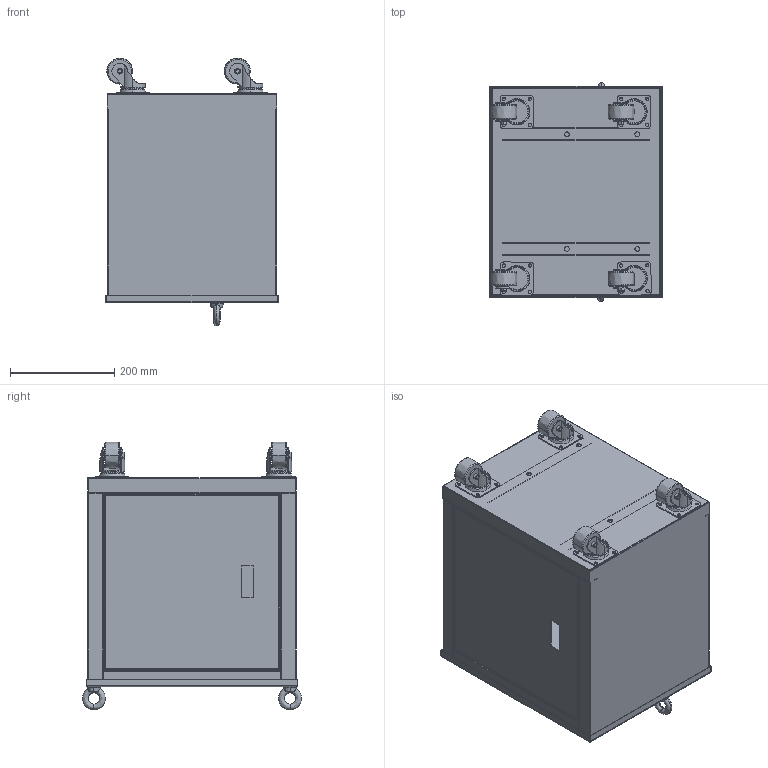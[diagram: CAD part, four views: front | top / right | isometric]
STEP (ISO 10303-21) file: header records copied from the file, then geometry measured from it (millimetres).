
FILE_DESCRIPTION (( 'STEP AP214' ), '1' );
FILE_NAME ('±äÑ¹Æ÷¹ñ.STEP', '2023-08-29T10:12:02', ( '' ), ( '' ), 'SwSTEP 2.0', 'SolidWorks 2021', '' );
FILE_SCHEMA (( 'AUTOMOTIVE_DESIGN' ));
Length unit declared in the file: millimetre
Products named in the file (1): 曹揤ん嶄
Bounding box: 330 x 419.93 x 513.5 mm (x, y, z)
Volume: 1962755.8 mm3; surface area: 2273172.4 mm2
Topology: 30 solids, 30 shells, 1068 faces, 2480 edges, 1506 vertices
Faces by surface type: plane 628, cylinder 318, bspline 60, torus 40, cone 22
Entity records: 46631 total; most frequent: CARTESIAN_POINT 10227, DIRECTION 4986, ORIENTED_EDGE 4960, EDGE_CURVE 2480, AXIS2_PLACEMENT_3D 1733, LINE 1520, VECTOR 1520, VERTEX_POINT 1506
